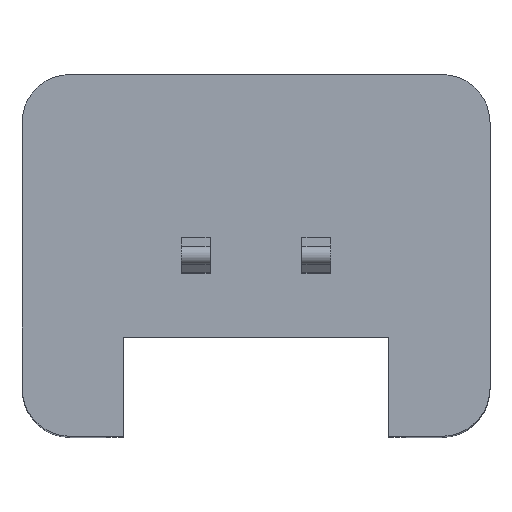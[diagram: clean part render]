
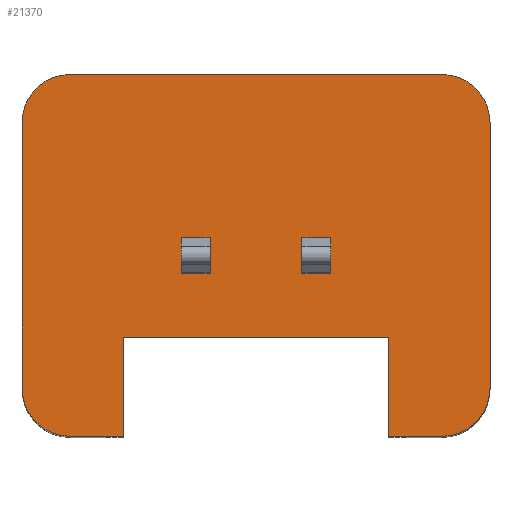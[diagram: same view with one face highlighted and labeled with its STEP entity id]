
A CAD part, top view. The second image highlights one B-rep face of the part: STEP entity #21370.
In plain terms, the highlighted planar face has unit normal (0, 0, 1).
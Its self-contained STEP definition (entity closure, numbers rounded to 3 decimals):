
#2490=CARTESIAN_POINT('',(-5.122,0.,14.2));
#2500=DIRECTION('',(0.,-1.,0.));
#2510=VECTOR('',#2500,1.);
#2520=LINE('',#2490,#2510);
#2530=CARTESIAN_POINT('',(-5.122,27.935,14.2));
#2540=VERTEX_POINT('',#2530);
#2550=CARTESIAN_POINT('',(-5.122,25.885,14.2));
#2560=VERTEX_POINT('',#2550);
#2570=EDGE_CURVE('',#2540,#2560,#2520,.T.);
#3170=CARTESIAN_POINT('',(-9.422,30.,14.2));
#3180=VERTEX_POINT('',#3170);
#3210=CARTESIAN_POINT('',(0.,30.,14.2));
#3220=DIRECTION('',(-1.,0.,0.));
#3230=VECTOR('',#3220,1.);
#3240=LINE('',#3210,#3230);
#3250=CARTESIAN_POINT('',(-8.822,30.,14.2));
#3260=VERTEX_POINT('',#3250);
#3270=EDGE_CURVE('',#3260,#3180,#3240,.T.);
#4180=CARTESIAN_POINT('',(-9.422,29.27,14.2));
#4190=VERTEX_POINT('',#4180);
#4220=CARTESIAN_POINT('',(-9.422,0.,14.2));
#4230=DIRECTION('',(0.,1.,0.));
#4240=VECTOR('',#4230,1.);
#4250=LINE('',#4220,#4240);
#4260=EDGE_CURVE('',#4190,#3180,#4250,.T.);
#4470=CARTESIAN_POINT('',(-10.622,27.935,14.2));
#4480=VERTEX_POINT('',#4470);
#4630=CARTESIAN_POINT('',(-10.622,25.885,14.2));
#4640=VERTEX_POINT('',#4630);
#4670=CARTESIAN_POINT('',(-10.622,0.,14.2));
#4680=DIRECTION('',(0.,-1.,0.));
#4690=VECTOR('',#4680,1.);
#4700=LINE('',#4670,#4690);
#4710=EDGE_CURVE('',#4480,#4640,#4700,.T.);
#4920=CARTESIAN_POINT('',(-8.822,29.27,14.2));
#4930=VERTEX_POINT('',#4920);
#5130=CARTESIAN_POINT('',(-8.822,0.,14.2));
#5140=DIRECTION('',(0.,1.,0.));
#5150=VECTOR('',#5140,1.);
#5160=LINE('',#5130,#5150);
#5170=EDGE_CURVE('',#4930,#3260,#5160,.T.);
#6650=CARTESIAN_POINT('',(-3.022,32.385,14.2));
#6660=VERTEX_POINT('',#6650);
#7070=CARTESIAN_POINT('',(-3.022,26.885,14.2));
#7080=VERTEX_POINT('',#7070);
#7110=CARTESIAN_POINT('',(-3.022,0.,14.2));
#7120=DIRECTION('',(0.,1.,0.));
#7130=VECTOR('',#7120,1.);
#7140=LINE('',#7110,#7130);
#7150=EDGE_CURVE('',#7080,#6660,#7140,.T.);
#7380=CARTESIAN_POINT('',(-11.722,25.885,14.2));
#7390=VERTEX_POINT('',#7380);
#7420=CARTESIAN_POINT('',(-15.744,25.885,14.2));
#7430=DIRECTION('',(-1.,0.,0.));
#7440=VECTOR('',#7430,1.);
#7450=LINE('',#7420,#7440);
#7460=EDGE_CURVE('',#4640,#7390,#7450,.T.);
#9270=CARTESIAN_POINT('',(-12.722,26.885,14.2));
#9280=VERTEX_POINT('',#9270);
#9310=CARTESIAN_POINT('',(-11.722,26.885,14.2));
#9320=DIRECTION('',(0.,0.,1.));
#9330=DIRECTION('',(1.,0.,0.));
#9340=AXIS2_PLACEMENT_3D('',#9310,#9320,#9330);
#9350=CIRCLE('',#9340,1.);
#9360=EDGE_CURVE('',#9280,#7390,#9350,.T.);
#9630=CARTESIAN_POINT('',(-4.022,32.385,14.2));
#9640=DIRECTION('',(0.,0.,-1.));
#9650=DIRECTION('',(-1.,0.,0.));
#9660=AXIS2_PLACEMENT_3D('',#9630,#9640,#9650);
#9670=CIRCLE('',#9660,1.);
#9680=CARTESIAN_POINT('',(-4.022,33.385,14.2));
#9690=VERTEX_POINT('',#9680);
#9700=EDGE_CURVE('',#9690,#6660,#9670,.T.);
#9960=CARTESIAN_POINT('',(0.,27.935,14.2));
#9970=DIRECTION('',(-1.,0.,0.));
#9980=VECTOR('',#9970,1.);
#9990=LINE('',#9960,#9980);
#10000=EDGE_CURVE('',#2540,#4480,#9990,.T.);
#10170=CARTESIAN_POINT('',(-6.322,0.,14.2));
#10180=DIRECTION('',(0.,1.,0.));
#10190=VECTOR('',#10180,1.);
#10200=LINE('',#10170,#10190);
#10210=CARTESIAN_POINT('',(-6.322,29.27,14.2));
#10220=VERTEX_POINT('',#10210);
#10230=CARTESIAN_POINT('',(-6.322,30.,14.2));
#10240=VERTEX_POINT('',#10230);
#10250=EDGE_CURVE('',#10220,#10240,#10200,.T.);
#10990=CARTESIAN_POINT('',(0.,25.885,14.2));
#11000=DIRECTION('',(1.,0.,0.));
#11010=VECTOR('',#11000,1.);
#11020=LINE('',#10990,#11010);
#11030=CARTESIAN_POINT('',(-4.022,25.885,14.2));
#11040=VERTEX_POINT('',#11030);
#11050=EDGE_CURVE('',#2560,#11040,#11020,.T.);
#13500=CARTESIAN_POINT('',(-4.022,26.885,14.2));
#13510=DIRECTION('',(0.,0.,-1.));
#13520=DIRECTION('',(-1.,0.,0.));
#13530=AXIS2_PLACEMENT_3D('',#13500,#13510,#13520);
#13540=CIRCLE('',#13530,1.);
#13550=EDGE_CURVE('',#7080,#11040,#13540,.T.);
#16040=CARTESIAN_POINT('',(0.,29.27,14.2));
#16050=DIRECTION('',(1.,0.,0.));
#16060=VECTOR('',#16050,1.);
#16070=LINE('',#16040,#16060);
#16080=CARTESIAN_POINT('',(-6.922,29.27,14.2));
#16090=VERTEX_POINT('',#16080);
#16100=EDGE_CURVE('',#16090,#10220,#16070,.T.);
#17420=CARTESIAN_POINT('',(-6.922,30.,14.2));
#17430=VERTEX_POINT('',#17420);
#17460=CARTESIAN_POINT('',(0.,30.,14.2));
#17470=DIRECTION('',(1.,0.,0.));
#17480=VECTOR('',#17470,1.);
#17490=LINE('',#17460,#17480);
#17500=EDGE_CURVE('',#17430,#10240,#17490,.T.);
#17910=CARTESIAN_POINT('',(0.,29.27,14.2));
#17920=DIRECTION('',(1.,0.,0.));
#17930=VECTOR('',#17920,1.);
#17940=LINE('',#17910,#17930);
#17950=EDGE_CURVE('',#4190,#4930,#17940,.T.);
#18220=CARTESIAN_POINT('',(-6.922,0.,14.2));
#18230=DIRECTION('',(0.,1.,0.));
#18240=VECTOR('',#18230,1.);
#18250=LINE('',#18220,#18240);
#18260=EDGE_CURVE('',#16090,#17430,#18250,.T.);
#20860=CARTESIAN_POINT('',(-6.67,32.026,14.2));
#20870=DIRECTION('',(0.,0.,1.));
#20880=DIRECTION('',(1.,0.,0.));
#20890=AXIS2_PLACEMENT_3D('',#20860,#20870,#20880);
#20900=PLANE('',#20890);
#20910=ORIENTED_EDGE('',*,*,#16100,.F.);
#20920=ORIENTED_EDGE('',*,*,#10250,.F.);
#20930=ORIENTED_EDGE('',*,*,#17500,.T.);
#20940=ORIENTED_EDGE('',*,*,#18260,.T.);
#20950=EDGE_LOOP('',(#20940,#20930,#20920,#20910));
#20960=FACE_BOUND('',#20950,.T.);
#20970=ORIENTED_EDGE('',*,*,#17950,.F.);
#20980=ORIENTED_EDGE('',*,*,#5170,.F.);
#20990=ORIENTED_EDGE('',*,*,#3270,.F.);
#21000=ORIENTED_EDGE('',*,*,#4260,.T.);
#21010=EDGE_LOOP('',(#21000,#20990,#20980,#20970));
#21020=FACE_BOUND('',#21010,.T.);
#21030=CARTESIAN_POINT('',(-15.744,33.385,14.2));
#21040=DIRECTION('',(-1.,0.,0.));
#21050=VECTOR('',#21040,1.);
#21060=LINE('',#21030,#21050);
#21070=CARTESIAN_POINT('',(-11.722,33.385,14.2));
#21080=VERTEX_POINT('',#21070);
#21090=EDGE_CURVE('',#9690,#21080,#21060,.T.);
#21100=ORIENTED_EDGE('',*,*,#21090,.T.);
#21110=ORIENTED_EDGE('',*,*,#9700,.F.);
#21120=ORIENTED_EDGE('',*,*,#7150,.T.);
#21130=ORIENTED_EDGE('',*,*,#13550,.F.);
#21140=ORIENTED_EDGE('',*,*,#11050,.T.);
#21150=ORIENTED_EDGE('',*,*,#2570,.T.);
#21160=ORIENTED_EDGE('',*,*,#10000,.F.);
#21170=ORIENTED_EDGE('',*,*,#4710,.F.);
#21180=ORIENTED_EDGE('',*,*,#7460,.F.);
#21190=ORIENTED_EDGE('',*,*,#9360,.T.);
#21200=CARTESIAN_POINT('',(-12.722,0.,14.2));
#21210=DIRECTION('',(0.,1.,0.));
#21220=VECTOR('',#21210,1.);
#21230=LINE('',#21200,#21220);
#21240=CARTESIAN_POINT('',(-12.722,32.385,14.2));
#21250=VERTEX_POINT('',#21240);
#21260=EDGE_CURVE('',#9280,#21250,#21230,.T.);
#21270=ORIENTED_EDGE('',*,*,#21260,.F.);
#21280=CARTESIAN_POINT('',(-11.722,32.385,14.2));
#21290=DIRECTION('',(0.,0.,1.));
#21300=DIRECTION('',(1.,0.,0.));
#21310=AXIS2_PLACEMENT_3D('',#21280,#21290,#21300);
#21320=CIRCLE('',#21310,1.);
#21330=EDGE_CURVE('',#21080,#21250,#21320,.T.);
#21340=ORIENTED_EDGE('',*,*,#21330,.T.);
#21350=EDGE_LOOP('',(#21340,#21270,#21190,#21180,#21170,#21160,#21150,
#21140,#21130,#21120,#21110,#21100));
#21360=FACE_OUTER_BOUND('',#21350,.T.);
#21370=ADVANCED_FACE('',(#20960,#21020,#21360),#20900,.T.);
